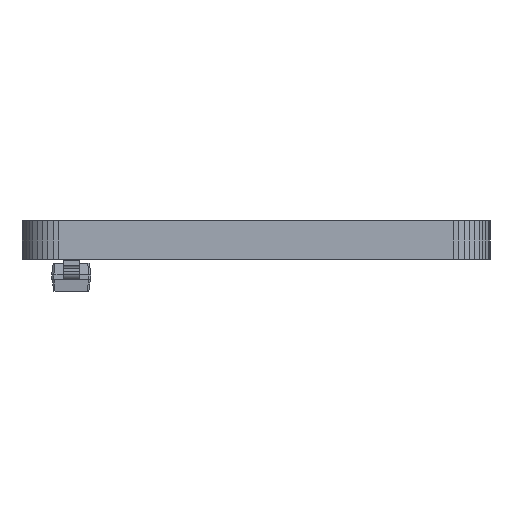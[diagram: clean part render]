
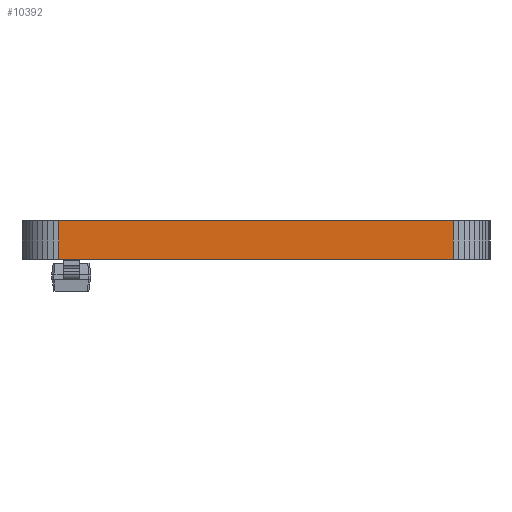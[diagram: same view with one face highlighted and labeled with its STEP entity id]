
A CAD part, front view. The second image highlights one B-rep face of the part: STEP entity #10392.
In plain terms, the highlighted planar face has unit normal (0, -1, 0).
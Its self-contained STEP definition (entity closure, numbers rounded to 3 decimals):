
#4333 = PLANE('',#4334);
#4334 = AXIS2_PLACEMENT_3D('',#4335,#4336,#4337);
#4335 = CARTESIAN_POINT('',(9.5,-43.112,1.58));
#4336 = DIRECTION('',(-0.,-0.,-1.));
#4337 = DIRECTION('',(-1.,0.,0.));
#4387 = PLANE('',#4388);
#4388 = AXIS2_PLACEMENT_3D('',#4389,#4390,#4391);
#4389 = CARTESIAN_POINT('',(9.5,-43.112,0.));
#4390 = DIRECTION('',(-0.,-0.,-1.));
#4391 = DIRECTION('',(-1.,0.,0.));
#4804 = VERTEX_POINT('',#4805);
#4805 = CARTESIAN_POINT('',(17.5,-86.439,0.));
#4819 = PLANE('',#4820);
#4820 = AXIS2_PLACEMENT_3D('',#4821,#4822,#4823);
#4821 = CARTESIAN_POINT('',(17.735,-86.421,0.));
#4822 = DIRECTION('',(0.078,-0.997,0.));
#4823 = DIRECTION('',(-0.997,-0.078,0.));
#4831 = EDGE_CURVE('',#4804,#4832,#4834,.T.);
#4832 = VERTEX_POINT('',#4833);
#4833 = CARTESIAN_POINT('',(1.5,-86.439,0.));
#4834 = SURFACE_CURVE('',#4835,(#4839,#4846),.PCURVE_S1.);
#4835 = LINE('',#4836,#4837);
#4836 = CARTESIAN_POINT('',(17.5,-86.439,0.));
#4837 = VECTOR('',#4838,1.);
#4838 = DIRECTION('',(-1.,0.,0.));
#4839 = PCURVE('',#4387,#4840);
#4840 = DEFINITIONAL_REPRESENTATION('',(#4841),#4845);
#4841 = LINE('',#4842,#4843);
#4842 = CARTESIAN_POINT('',(-8.,-43.327));
#4843 = VECTOR('',#4844,1.);
#4844 = DIRECTION('',(1.,0.));
#4845 = ( GEOMETRIC_REPRESENTATION_CONTEXT(2) 
PARAMETRIC_REPRESENTATION_CONTEXT() REPRESENTATION_CONTEXT('2D SPACE',''
  ) );
#4846 = PCURVE('',#4847,#4852);
#4847 = PLANE('',#4848);
#4848 = AXIS2_PLACEMENT_3D('',#4849,#4850,#4851);
#4849 = CARTESIAN_POINT('',(17.5,-86.439,0.));
#4850 = DIRECTION('',(0.,-1.,0.));
#4851 = DIRECTION('',(-1.,0.,0.));
#4852 = DEFINITIONAL_REPRESENTATION('',(#4853),#4857);
#4853 = LINE('',#4854,#4855);
#4854 = CARTESIAN_POINT('',(0.,-0.));
#4855 = VECTOR('',#4856,1.);
#4856 = DIRECTION('',(1.,0.));
#4857 = ( GEOMETRIC_REPRESENTATION_CONTEXT(2) 
PARAMETRIC_REPRESENTATION_CONTEXT() REPRESENTATION_CONTEXT('2D SPACE',''
  ) );
#4875 = PLANE('',#4876);
#4876 = AXIS2_PLACEMENT_3D('',#4877,#4878,#4879);
#4877 = CARTESIAN_POINT('',(1.5,-86.439,0.));
#4878 = DIRECTION('',(-0.079,-0.997,0.));
#4879 = DIRECTION('',(-0.997,0.079,0.));
#7624 = VERTEX_POINT('',#7625);
#7625 = CARTESIAN_POINT('',(17.5,-86.439,1.58));
#7646 = EDGE_CURVE('',#7624,#7647,#7649,.T.);
#7647 = VERTEX_POINT('',#7648);
#7648 = CARTESIAN_POINT('',(1.5,-86.439,1.58));
#7649 = SURFACE_CURVE('',#7650,(#7654,#7661),.PCURVE_S1.);
#7650 = LINE('',#7651,#7652);
#7651 = CARTESIAN_POINT('',(17.5,-86.439,1.58));
#7652 = VECTOR('',#7653,1.);
#7653 = DIRECTION('',(-1.,0.,0.));
#7654 = PCURVE('',#4333,#7655);
#7655 = DEFINITIONAL_REPRESENTATION('',(#7656),#7660);
#7656 = LINE('',#7657,#7658);
#7657 = CARTESIAN_POINT('',(-8.,-43.327));
#7658 = VECTOR('',#7659,1.);
#7659 = DIRECTION('',(1.,0.));
#7660 = ( GEOMETRIC_REPRESENTATION_CONTEXT(2) 
PARAMETRIC_REPRESENTATION_CONTEXT() REPRESENTATION_CONTEXT('2D SPACE',''
  ) );
#7661 = PCURVE('',#4847,#7662);
#7662 = DEFINITIONAL_REPRESENTATION('',(#7663),#7667);
#7663 = LINE('',#7664,#7665);
#7664 = CARTESIAN_POINT('',(0.,-1.58));
#7665 = VECTOR('',#7666,1.);
#7666 = DIRECTION('',(1.,0.));
#7667 = ( GEOMETRIC_REPRESENTATION_CONTEXT(2) 
PARAMETRIC_REPRESENTATION_CONTEXT() REPRESENTATION_CONTEXT('2D SPACE',''
  ) );
#10344 = EDGE_CURVE('',#4804,#7624,#10345,.T.);
#10345 = SURFACE_CURVE('',#10346,(#10350,#10357),.PCURVE_S1.);
#10346 = LINE('',#10347,#10348);
#10347 = CARTESIAN_POINT('',(17.5,-86.439,0.));
#10348 = VECTOR('',#10349,1.);
#10349 = DIRECTION('',(0.,0.,1.));
#10350 = PCURVE('',#4819,#10351);
#10351 = DEFINITIONAL_REPRESENTATION('',(#10352),#10356);
#10352 = LINE('',#10353,#10354);
#10353 = CARTESIAN_POINT('',(0.235,0.));
#10354 = VECTOR('',#10355,1.);
#10355 = DIRECTION('',(0.,-1.));
#10356 = ( GEOMETRIC_REPRESENTATION_CONTEXT(2) 
PARAMETRIC_REPRESENTATION_CONTEXT() REPRESENTATION_CONTEXT('2D SPACE',''
  ) );
#10357 = PCURVE('',#4847,#10358);
#10358 = DEFINITIONAL_REPRESENTATION('',(#10359),#10363);
#10359 = LINE('',#10360,#10361);
#10360 = CARTESIAN_POINT('',(0.,-0.));
#10361 = VECTOR('',#10362,1.);
#10362 = DIRECTION('',(0.,-1.));
#10363 = ( GEOMETRIC_REPRESENTATION_CONTEXT(2) 
PARAMETRIC_REPRESENTATION_CONTEXT() REPRESENTATION_CONTEXT('2D SPACE',''
  ) );
#10392 = ADVANCED_FACE('',(#10393),#4847,.T.);
#10393 = FACE_BOUND('',#10394,.T.);
#10394 = EDGE_LOOP('',(#10395,#10396,#10397,#10418));
#10395 = ORIENTED_EDGE('',*,*,#10344,.T.);
#10396 = ORIENTED_EDGE('',*,*,#7646,.T.);
#10397 = ORIENTED_EDGE('',*,*,#10398,.F.);
#10398 = EDGE_CURVE('',#4832,#7647,#10399,.T.);
#10399 = SURFACE_CURVE('',#10400,(#10404,#10411),.PCURVE_S1.);
#10400 = LINE('',#10401,#10402);
#10401 = CARTESIAN_POINT('',(1.5,-86.439,0.));
#10402 = VECTOR('',#10403,1.);
#10403 = DIRECTION('',(0.,0.,1.));
#10404 = PCURVE('',#4847,#10405);
#10405 = DEFINITIONAL_REPRESENTATION('',(#10406),#10410);
#10406 = LINE('',#10407,#10408);
#10407 = CARTESIAN_POINT('',(16.,0.));
#10408 = VECTOR('',#10409,1.);
#10409 = DIRECTION('',(0.,-1.));
#10410 = ( GEOMETRIC_REPRESENTATION_CONTEXT(2) 
PARAMETRIC_REPRESENTATION_CONTEXT() REPRESENTATION_CONTEXT('2D SPACE',''
  ) );
#10411 = PCURVE('',#4875,#10412);
#10412 = DEFINITIONAL_REPRESENTATION('',(#10413),#10417);
#10413 = LINE('',#10414,#10415);
#10414 = CARTESIAN_POINT('',(0.,0.));
#10415 = VECTOR('',#10416,1.);
#10416 = DIRECTION('',(0.,-1.));
#10417 = ( GEOMETRIC_REPRESENTATION_CONTEXT(2) 
PARAMETRIC_REPRESENTATION_CONTEXT() REPRESENTATION_CONTEXT('2D SPACE',''
  ) );
#10418 = ORIENTED_EDGE('',*,*,#4831,.F.);
